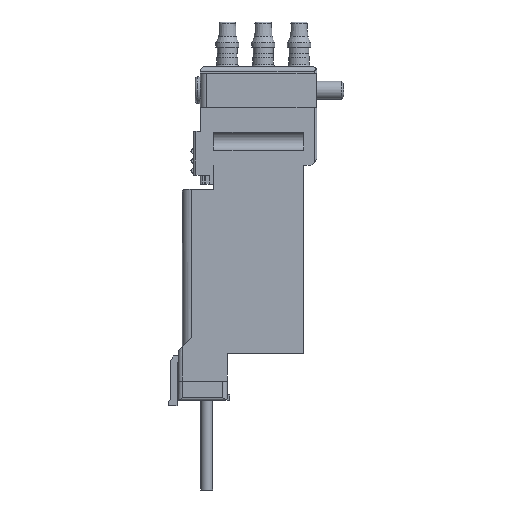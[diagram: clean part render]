
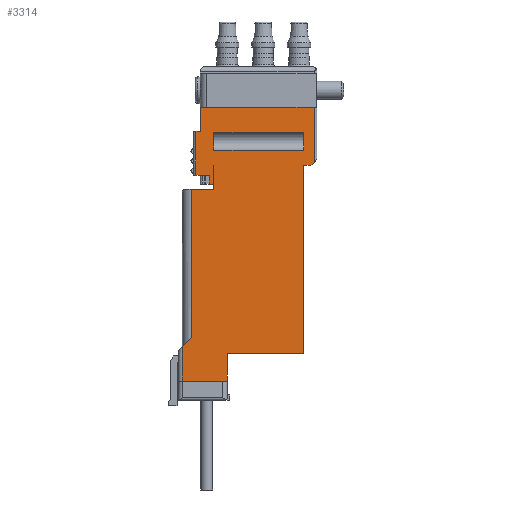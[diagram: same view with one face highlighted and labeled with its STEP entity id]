
A CAD part, left-side view. The second image highlights one B-rep face of the part: STEP entity #3314.
In plain terms, the highlighted planar face has unit normal (-1, 0, 0).
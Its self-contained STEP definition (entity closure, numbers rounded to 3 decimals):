
#46=PLANE('',#3532);
#218=LINE('',#4899,#553);
#219=LINE('',#4902,#554);
#220=LINE('',#4904,#555);
#221=LINE('',#4906,#556);
#222=LINE('',#4908,#557);
#223=LINE('',#4912,#558);
#224=LINE('',#4914,#559);
#225=LINE('',#4916,#560);
#226=LINE('',#4918,#561);
#227=LINE('',#4920,#562);
#228=LINE('',#4922,#563);
#229=LINE('',#4924,#564);
#230=LINE('',#4926,#565);
#231=LINE('',#4928,#566);
#232=LINE('',#4930,#567);
#233=LINE('',#4932,#568);
#234=LINE('',#4934,#569);
#235=LINE('',#4936,#570);
#236=LINE('',#4938,#571);
#237=LINE('',#4940,#572);
#238=LINE('',#4942,#573);
#239=LINE('',#4944,#574);
#240=LINE('',#4945,#575);
#241=LINE('',#4948,#576);
#242=LINE('',#4950,#577);
#243=LINE('',#4952,#578);
#553=VECTOR('',#3895,1000.);
#554=VECTOR('',#3896,1000.);
#555=VECTOR('',#3897,1000.);
#556=VECTOR('',#3898,1000.);
#557=VECTOR('',#3899,1000.);
#558=VECTOR('',#3902,1000.);
#559=VECTOR('',#3903,1000.);
#560=VECTOR('',#3904,1000.);
#561=VECTOR('',#3905,1000.);
#562=VECTOR('',#3906,1000.);
#563=VECTOR('',#3907,1000.);
#564=VECTOR('',#3908,1000.);
#565=VECTOR('',#3909,1000.);
#566=VECTOR('',#3910,1000.);
#567=VECTOR('',#3911,1000.);
#568=VECTOR('',#3912,1000.);
#569=VECTOR('',#3913,1000.);
#570=VECTOR('',#3914,1000.);
#571=VECTOR('',#3915,1000.);
#572=VECTOR('',#3916,1000.);
#573=VECTOR('',#3917,1000.);
#574=VECTOR('',#3918,1000.);
#575=VECTOR('',#3919,1000.);
#576=VECTOR('',#3920,1000.);
#577=VECTOR('',#3921,1000.);
#578=VECTOR('',#3922,1000.);
#895=ORIENTED_EDGE('',*,*,#1847,.T.);
#896=ORIENTED_EDGE('',*,*,#1848,.F.);
#897=ORIENTED_EDGE('',*,*,#1849,.F.);
#898=ORIENTED_EDGE('',*,*,#1850,.F.);
#899=ORIENTED_EDGE('',*,*,#1851,.F.);
#900=ORIENTED_EDGE('',*,*,#1852,.F.);
#901=ORIENTED_EDGE('',*,*,#1853,.T.);
#902=ORIENTED_EDGE('',*,*,#1854,.F.);
#903=ORIENTED_EDGE('',*,*,#1855,.F.);
#904=ORIENTED_EDGE('',*,*,#1856,.F.);
#905=ORIENTED_EDGE('',*,*,#1857,.F.);
#906=ORIENTED_EDGE('',*,*,#1858,.F.);
#907=ORIENTED_EDGE('',*,*,#1859,.T.);
#908=ORIENTED_EDGE('',*,*,#1860,.T.);
#909=ORIENTED_EDGE('',*,*,#1861,.F.);
#910=ORIENTED_EDGE('',*,*,#1862,.F.);
#911=ORIENTED_EDGE('',*,*,#1863,.F.);
#912=ORIENTED_EDGE('',*,*,#1864,.F.);
#913=ORIENTED_EDGE('',*,*,#1865,.F.);
#914=ORIENTED_EDGE('',*,*,#1866,.F.);
#915=ORIENTED_EDGE('',*,*,#1867,.F.);
#916=ORIENTED_EDGE('',*,*,#1868,.F.);
#917=ORIENTED_EDGE('',*,*,#1869,.T.);
#918=ORIENTED_EDGE('',*,*,#1870,.F.);
#919=ORIENTED_EDGE('',*,*,#1871,.F.);
#920=ORIENTED_EDGE('',*,*,#1872,.F.);
#921=ORIENTED_EDGE('',*,*,#1873,.F.);
#1847=EDGE_CURVE('',#2322,#2323,#218,.T.);
#1848=EDGE_CURVE('',#2324,#2323,#219,.T.);
#1849=EDGE_CURVE('',#2325,#2324,#220,.T.);
#1850=EDGE_CURVE('',#2326,#2325,#221,.T.);
#1851=EDGE_CURVE('',#2327,#2326,#222,.T.);
#1852=EDGE_CURVE('',#2328,#2327,#2626,.T.);
#1853=EDGE_CURVE('',#2328,#2329,#223,.T.);
#1854=EDGE_CURVE('',#2330,#2329,#224,.T.);
#1855=EDGE_CURVE('',#2331,#2330,#225,.T.);
#1856=EDGE_CURVE('',#2332,#2331,#226,.T.);
#1857=EDGE_CURVE('',#2333,#2332,#227,.T.);
#1858=EDGE_CURVE('',#2334,#2333,#228,.T.);
#1859=EDGE_CURVE('',#2334,#2335,#229,.T.);
#1860=EDGE_CURVE('',#2335,#2336,#230,.T.);
#1861=EDGE_CURVE('',#2337,#2336,#231,.T.);
#1862=EDGE_CURVE('',#2338,#2337,#232,.T.);
#1863=EDGE_CURVE('',#2339,#2338,#233,.T.);
#1864=EDGE_CURVE('',#2340,#2339,#234,.T.);
#1865=EDGE_CURVE('',#2341,#2340,#235,.T.);
#1866=EDGE_CURVE('',#2342,#2341,#236,.T.);
#1867=EDGE_CURVE('',#2343,#2342,#237,.T.);
#1868=EDGE_CURVE('',#2344,#2343,#238,.T.);
#1869=EDGE_CURVE('',#2344,#2322,#239,.T.);
#1870=EDGE_CURVE('',#2345,#2346,#240,.T.);
#1871=EDGE_CURVE('',#2347,#2345,#241,.F.);
#1872=EDGE_CURVE('',#2348,#2347,#242,.T.);
#1873=EDGE_CURVE('',#2346,#2348,#243,.T.);
#2322=VERTEX_POINT('',#4900);
#2323=VERTEX_POINT('',#4901);
#2324=VERTEX_POINT('',#4903);
#2325=VERTEX_POINT('',#4905);
#2326=VERTEX_POINT('',#4907);
#2327=VERTEX_POINT('',#4909);
#2328=VERTEX_POINT('',#4911);
#2329=VERTEX_POINT('',#4913);
#2330=VERTEX_POINT('',#4915);
#2331=VERTEX_POINT('',#4917);
#2332=VERTEX_POINT('',#4919);
#2333=VERTEX_POINT('',#4921);
#2334=VERTEX_POINT('',#4923);
#2335=VERTEX_POINT('',#4925);
#2336=VERTEX_POINT('',#4927);
#2337=VERTEX_POINT('',#4929);
#2338=VERTEX_POINT('',#4931);
#2339=VERTEX_POINT('',#4933);
#2340=VERTEX_POINT('',#4935);
#2341=VERTEX_POINT('',#4937);
#2342=VERTEX_POINT('',#4939);
#2343=VERTEX_POINT('',#4941);
#2344=VERTEX_POINT('',#4943);
#2345=VERTEX_POINT('',#4946);
#2346=VERTEX_POINT('',#4947);
#2347=VERTEX_POINT('',#4949);
#2348=VERTEX_POINT('',#4951);
#2626=CIRCLE('',#3533,1.);
#2742=EDGE_LOOP('',(#895,#896,#897,#898,#899,#900,#901,#902,#903,#904,#905,
#906,#907,#908,#909,#910,#911,#912,#913,#914,#915,#916,#917));
#2743=EDGE_LOOP('',(#918,#919,#920,#921));
#2999=FACE_BOUND('',#2742,.T.);
#3000=FACE_BOUND('',#2743,.T.);
#3314=ADVANCED_FACE('',(#2999,#3000),#46,.F.);
#3532=AXIS2_PLACEMENT_3D('',#4898,#3893,#3894);
#3533=AXIS2_PLACEMENT_3D('',#4910,#3900,#3901);
#3893=DIRECTION('',(1.,0.,0.));
#3894=DIRECTION('',(0.,0.,-1.));
#3895=DIRECTION('',(0.,-1.,0.));
#3896=DIRECTION('',(0.,0.,-1.));
#3897=DIRECTION('',(0.,1.,0.));
#3898=DIRECTION('',(0.,0.,-1.));
#3899=DIRECTION('',(0.,1.,0.));
#3900=DIRECTION('',(1.,0.,0.));
#3901=DIRECTION('',(0.,0.,-1.));
#3902=DIRECTION('',(0.,0.,1.));
#3903=DIRECTION('',(0.,-1.,0.));
#3904=DIRECTION('',(0.,0.,1.));
#3905=DIRECTION('',(0.,-1.,0.));
#3906=DIRECTION('',(0.,0.,1.));
#3907=DIRECTION('',(0.,-1.,0.));
#3908=DIRECTION('',(0.,0.,-1.));
#3909=DIRECTION('',(0.,-1.,0.));
#3910=DIRECTION('',(0.,0.,1.));
#3911=DIRECTION('',(0.,1.,0.));
#3912=DIRECTION('',(0.,0.,-1.));
#3913=DIRECTION('',(0.,1.,0.));
#3914=DIRECTION('',(0.,0.,1.));
#3915=DIRECTION('',(0.,-1.,0.));
#3916=DIRECTION('',(0.,0.,1.));
#3917=DIRECTION('',(0.,-0.707,0.707));
#3918=DIRECTION('',(0.,0.,-1.));
#3919=DIRECTION('',(0.,0.,-1.));
#3920=DIRECTION('',(0.,-1.,0.));
#3921=DIRECTION('',(0.,0.,1.));
#3922=DIRECTION('',(0.,-1.,0.));
#4898=CARTESIAN_POINT('',(-2.95,0.,0.));
#4899=CARTESIAN_POINT('',(-2.95,0.,-35.05));
#4900=CARTESIAN_POINT('',(-2.95,15.,-35.05));
#4901=CARTESIAN_POINT('',(-2.95,10.,-35.05));
#4902=CARTESIAN_POINT('',(-2.95,10.,-32.));
#4903=CARTESIAN_POINT('',(-2.95,10.,-32.));
#4904=CARTESIAN_POINT('',(-2.95,1.5,-32.));
#4905=CARTESIAN_POINT('',(-2.95,1.5,-32.));
#4906=CARTESIAN_POINT('',(-2.95,1.5,-11.));
#4907=CARTESIAN_POINT('',(-2.95,1.5,-11.));
#4908=CARTESIAN_POINT('',(-2.95,0.,-11.));
#4909=CARTESIAN_POINT('',(-2.95,1.,-11.));
#4910=CARTESIAN_POINT('',(-2.95,1.,-10.));
#4911=CARTESIAN_POINT('',(-2.95,0.3,-10.714));
#4912=CARTESIAN_POINT('',(-2.95,0.3,-37.2));
#4913=CARTESIAN_POINT('',(-2.95,0.3,-3.599));
#4914=CARTESIAN_POINT('',(-2.95,-3.,-3.599));
#4915=CARTESIAN_POINT('',(-2.95,12.5,-3.599));
#4916=CARTESIAN_POINT('',(-2.95,12.5,0.));
#4917=CARTESIAN_POINT('',(-2.95,12.5,-4.5));
#4918=CARTESIAN_POINT('',(-2.95,0.,-4.5));
#4919=CARTESIAN_POINT('',(-2.95,13.,-4.5));
#4920=CARTESIAN_POINT('',(-2.95,13.,-13.1));
#4921=CARTESIAN_POINT('',(-2.95,13.,-7.2));
#4922=CARTESIAN_POINT('',(-2.95,13.5,-7.2));
#4923=CARTESIAN_POINT('',(-2.95,13.5,-7.2));
#4924=CARTESIAN_POINT('',(-2.95,13.5,-7.2));
#4925=CARTESIAN_POINT('',(-2.95,13.5,-12.1));
#4926=CARTESIAN_POINT('',(-2.95,13.5,-12.1));
#4927=CARTESIAN_POINT('',(-2.95,12.,-12.1));
#4928=CARTESIAN_POINT('',(-2.95,12.,-13.1));
#4929=CARTESIAN_POINT('',(-2.95,12.,-13.1));
#4930=CARTESIAN_POINT('',(-2.95,11.55,-13.1));
#4931=CARTESIAN_POINT('',(-2.95,11.55,-13.1));
#4932=CARTESIAN_POINT('',(-2.95,11.55,-11.));
#4933=CARTESIAN_POINT('',(-2.95,11.55,-11.));
#4934=CARTESIAN_POINT('',(-2.95,11.5,-11.));
#4935=CARTESIAN_POINT('',(-2.95,11.5,-11.));
#4936=CARTESIAN_POINT('',(-2.95,11.5,-13.65));
#4937=CARTESIAN_POINT('',(-2.95,11.5,-13.65));
#4938=CARTESIAN_POINT('',(-2.95,15.,-13.65));
#4939=CARTESIAN_POINT('',(-2.95,14.,-13.65));
#4940=CARTESIAN_POINT('',(-2.95,14.,-37.2));
#4941=CARTESIAN_POINT('',(-2.95,14.,-30.2));
#4942=CARTESIAN_POINT('',(-2.95,15.441,-31.641));
#4943=CARTESIAN_POINT('',(-2.95,15.,-31.2));
#4944=CARTESIAN_POINT('',(-2.95,15.,-30.05));
#4945=CARTESIAN_POINT('',(-2.95,11.5,0.));
#4946=CARTESIAN_POINT('',(-2.95,11.5,-7.3));
#4947=CARTESIAN_POINT('',(-2.95,11.5,-9.3));
#4948=CARTESIAN_POINT('',(-2.95,1.5,-7.3));
#4949=CARTESIAN_POINT('',(-2.95,1.5,-7.3));
#4950=CARTESIAN_POINT('',(-2.95,1.5,0.));
#4951=CARTESIAN_POINT('',(-2.95,1.5,-9.3));
#4952=CARTESIAN_POINT('',(-2.95,1.5,-9.3));
